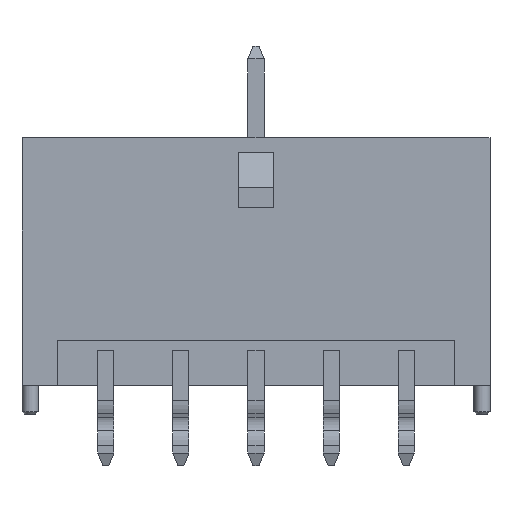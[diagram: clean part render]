
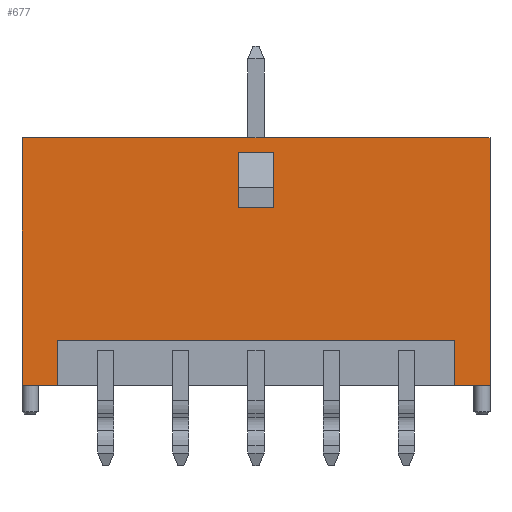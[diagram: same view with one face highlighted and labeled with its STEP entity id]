
A CAD part, left-side view. The second image highlights one B-rep face of the part: STEP entity #677.
In plain terms, the highlighted planar face has unit normal (-1, 0, 0).
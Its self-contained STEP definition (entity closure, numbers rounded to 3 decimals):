
#677 = ADVANCED_FACE( '', ( #1445, #1446 ), #1447, .T. );
#1445 = FACE_BOUND( '', #2287, .T. );
#1446 = FACE_OUTER_BOUND( '', #2288, .T. );
#1447 = PLANE( '', #2289 );
#2287 = EDGE_LOOP( '', ( #4410, #4411, #4412, #4413 ) );
#2288 = EDGE_LOOP( '', ( #4414, #4415, #4416, #4417, #4418, #4419, #4420, #4421 ) );
#2289 = AXIS2_PLACEMENT_3D( '', #4422, #4423, #4424 );
#4410 = ORIENTED_EDGE( '', *, *, #5140, .T. );
#4411 = ORIENTED_EDGE( '', *, *, #5988, .T. );
#4412 = ORIENTED_EDGE( '', *, *, #5924, .F. );
#4413 = ORIENTED_EDGE( '', *, *, #5754, .F. );
#4414 = ORIENTED_EDGE( '', *, *, #5578, .F. );
#4415 = ORIENTED_EDGE( '', *, *, #5723, .F. );
#4416 = ORIENTED_EDGE( '', *, *, #5514, .T. );
#4417 = ORIENTED_EDGE( '', *, *, #5259, .T. );
#4418 = ORIENTED_EDGE( '', *, *, #5539, .F. );
#4419 = ORIENTED_EDGE( '', *, *, #5468, .F. );
#4420 = ORIENTED_EDGE( '', *, *, #5525, .F. );
#4421 = ORIENTED_EDGE( '', *, *, #5963, .F. );
#4422 = CARTESIAN_POINT( '', ( -3.43, -9.35, -4.95 ) );
#4423 = DIRECTION( '', ( -1., 0., 0. ) );
#4424 = DIRECTION( '', ( 0., 0., 1. ) );
#5140 = EDGE_CURVE( '', #6208, #6209, #6210, .T. );
#5259 = EDGE_CURVE( '', #6433, #6431, #6434, .T. );
#5468 = EDGE_CURVE( '', #6782, #6767, #6784, .T. );
#5514 = EDGE_CURVE( '', #6856, #6433, #6857, .T. );
#5525 = EDGE_CURVE( '', #6874, #6782, #6875, .T. );
#5539 = EDGE_CURVE( '', #6767, #6431, #6898, .T. );
#5578 = EDGE_CURVE( '', #6952, #6953, #6954, .T. );
#5723 = EDGE_CURVE( '', #6856, #6952, #7166, .T. );
#5754 = EDGE_CURVE( '', #6208, #7205, #7207, .T. );
#5924 = EDGE_CURVE( '', #7205, #7428, #7429, .T. );
#5963 = EDGE_CURVE( '', #6953, #6874, #7474, .T. );
#5988 = EDGE_CURVE( '', #6209, #7428, #7500, .T. );
#6208 = VERTEX_POINT( '', #7778 );
#6209 = VERTEX_POINT( '', #7779 );
#6210 = LINE( '', #7780, #7781 );
#6431 = VERTEX_POINT( '', #8109 );
#6433 = VERTEX_POINT( '', #8112 );
#6434 = LINE( '', #8113, #8114 );
#6767 = VERTEX_POINT( '', #8605 );
#6782 = VERTEX_POINT( '', #8627 );
#6784 = LINE( '', #8630, #8631 );
#6856 = VERTEX_POINT( '', #8737 );
#6857 = LINE( '', #8738, #8739 );
#6874 = VERTEX_POINT( '', #8764 );
#6875 = LINE( '', #8765, #8766 );
#6898 = LINE( '', #8800, #8801 );
#6952 = VERTEX_POINT( '', #8885 );
#6953 = VERTEX_POINT( '', #8886 );
#6954 = LINE( '', #8887, #8888 );
#7166 = LINE( '', #9208, #9209 );
#7205 = VERTEX_POINT( '', #9270 );
#7207 = LINE( '', #9273, #9274 );
#7428 = VERTEX_POINT( '', #9609 );
#7429 = LINE( '', #9610, #9611 );
#7474 = LINE( '', #9677, #9678 );
#7500 = LINE( '', #9718, #9719 );
#7778 = CARTESIAN_POINT( '', ( -3.43, 0.7, 2.15 ) );
#7779 = CARTESIAN_POINT( '', ( -3.43, 0.7, 4.35 ) );
#7780 = CARTESIAN_POINT( '', ( -3.43, 0.7, 2.15 ) );
#7781 = VECTOR( '', #9917, 1000. );
#8109 = CARTESIAN_POINT( '', ( -3.43, 9.35, 4.95 ) );
#8112 = CARTESIAN_POINT( '', ( -3.43, -9.35, 4.95 ) );
#8113 = CARTESIAN_POINT( '', ( -3.43, -9.35, 4.95 ) );
#8114 = VECTOR( '', #10026, 1000. );
#8605 = CARTESIAN_POINT( '', ( -3.43, 9.35, -4.95 ) );
#8627 = CARTESIAN_POINT( '', ( -3.43, 7.95, -4.95 ) );
#8630 = CARTESIAN_POINT( '', ( -3.43, -9.35, -4.95 ) );
#8631 = VECTOR( '', #10217, 1000. );
#8737 = CARTESIAN_POINT( '', ( -3.43, -9.35, -4.95 ) );
#8738 = CARTESIAN_POINT( '', ( -3.43, -9.35, -4.95 ) );
#8739 = VECTOR( '', #10255, 1000. );
#8764 = CARTESIAN_POINT( '', ( -3.43, 7.95, -3.15 ) );
#8765 = CARTESIAN_POINT( '', ( -3.43, 7.95, -3.15 ) );
#8766 = VECTOR( '', #10264, 1000. );
#8800 = CARTESIAN_POINT( '', ( -3.43, 9.35, -4.95 ) );
#8801 = VECTOR( '', #10276, 1000. );
#8885 = CARTESIAN_POINT( '', ( -3.43, -7.95, -4.95 ) );
#8886 = CARTESIAN_POINT( '', ( -3.43, -7.95, -3.15 ) );
#8887 = CARTESIAN_POINT( '', ( -3.43, -7.95, -4.95 ) );
#8888 = VECTOR( '', #10307, 1000. );
#9208 = CARTESIAN_POINT( '', ( -3.43, -9.35, -4.95 ) );
#9209 = VECTOR( '', #10425, 1000. );
#9270 = CARTESIAN_POINT( '', ( -3.43, -0.7, 2.15 ) );
#9273 = CARTESIAN_POINT( '', ( -3.43, 0.7, 2.15 ) );
#9274 = VECTOR( '', #10449, 1000. );
#9609 = CARTESIAN_POINT( '', ( -3.43, -0.7, 4.35 ) );
#9610 = CARTESIAN_POINT( '', ( -3.43, -0.7, 2.15 ) );
#9611 = VECTOR( '', #10576, 1000. );
#9677 = CARTESIAN_POINT( '', ( -3.43, -7.95, -3.15 ) );
#9678 = VECTOR( '', #10601, 1000. );
#9718 = CARTESIAN_POINT( '', ( -3.43, 0.7, 4.35 ) );
#9719 = VECTOR( '', #10616, 1000. );
#9917 = DIRECTION( '', ( 0., 0., 1. ) );
#10026 = DIRECTION( '', ( 0., 1., 0. ) );
#10217 = DIRECTION( '', ( 0., 1., 0. ) );
#10255 = DIRECTION( '', ( 0., 0., 1. ) );
#10264 = DIRECTION( '', ( 0., 0., -1. ) );
#10276 = DIRECTION( '', ( 0., 0., 1. ) );
#10307 = DIRECTION( '', ( 0., 0., 1. ) );
#10425 = DIRECTION( '', ( 0., 1., 0. ) );
#10449 = DIRECTION( '', ( 0., -1., 0. ) );
#10576 = DIRECTION( '', ( 0., 0., 1. ) );
#10601 = DIRECTION( '', ( 0., 1., 0. ) );
#10616 = DIRECTION( '', ( 0., -1., 0. ) );
